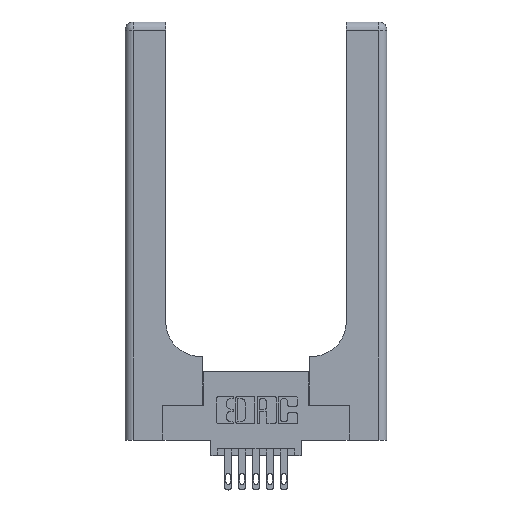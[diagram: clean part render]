
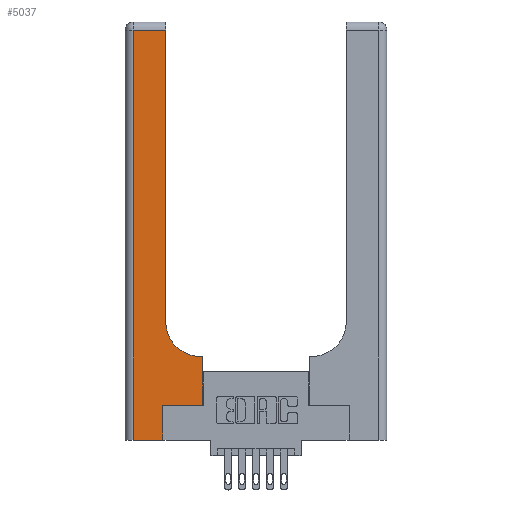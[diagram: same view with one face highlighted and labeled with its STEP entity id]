
A CAD part, top view. The second image highlights one B-rep face of the part: STEP entity #5037.
In plain terms, the highlighted planar face has unit normal (0, 0, 1).
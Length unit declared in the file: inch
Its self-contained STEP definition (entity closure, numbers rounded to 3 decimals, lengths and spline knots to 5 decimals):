
#133 = LINE ( 'NONE', #5650, #7413 ) ;
#299 = ORIENTED_EDGE ( 'NONE', *, *, #13853, .T. ) ;
#393 = VERTEX_POINT ( 'NONE', #9021 ) ;
#508 = EDGE_CURVE ( 'NONE', #10262, #12386, #13792, .T. ) ;
#865 = EDGE_CURVE ( 'NONE', #6321, #12899, #13438, .T. ) ;
#990 = ORIENTED_EDGE ( 'NONE', *, *, #508, .T. ) ;
#1110 = DIRECTION ( 'NONE',  ( 0., 1., 0. ) ) ;
#1296 = CARTESIAN_POINT ( 'NONE',  ( 0.2915, 0.85, 0.37 ) ) ;
#1472 = AXIS2_PLACEMENT_3D ( 'NONE', #7729, #8782, #2162 ) ;
#1827 = CARTESIAN_POINT ( 'NONE',  ( 0.2915, 3., 0.37 ) ) ;
#2124 = VERTEX_POINT ( 'NONE', #6944 ) ;
#2136 = CARTESIAN_POINT ( 'NONE',  ( 0.269, 0.25, 0.37 ) ) ;
#2162 = DIRECTION ( 'NONE',  ( -1., 0., 0. ) ) ;
#2217 = DIRECTION ( 'NONE',  ( -1., 0., 0. ) ) ;
#2265 = FACE_OUTER_BOUND ( 'NONE', #13479, .T. ) ;
#2434 = EDGE_CURVE ( 'NONE', #8829, #6321, #5655, .T. ) ;
#2527 = CIRCLE ( 'NONE', #3140, 0.25 ) ;
#2557 = ORIENTED_EDGE ( 'NONE', *, *, #8826, .T. ) ;
#2573 = VERTEX_POINT ( 'NONE', #8694 ) ;
#2981 = DIRECTION ( 'NONE',  ( 0., 1., 0. ) ) ;
#3140 = AXIS2_PLACEMENT_3D ( 'NONE', #10244, #3852, #5069 ) ;
#3517 = VECTOR ( 'NONE', #2981, 39.37008 ) ;
#3852 = DIRECTION ( 'NONE',  ( 0., 0., -1. ) ) ;
#4626 = DIRECTION ( 'NONE',  ( 1., 0., 0. ) ) ;
#4819 = VECTOR ( 'NONE', #8706, 39.37008 ) ;
#5030 = DIRECTION ( 'NONE',  ( -1., 0., 0. ) ) ;
#5037 = ADVANCED_FACE ( 'NONE', ( #2265 ), #5626, .F. ) ;
#5069 = DIRECTION ( 'NONE',  ( 1., 0., 0. ) ) ;
#5084 = ORIENTED_EDGE ( 'NONE', *, *, #13770, .T. ) ;
#5626 = PLANE ( 'NONE',  #1472 ) ;
#5650 = CARTESIAN_POINT ( 'NONE',  ( 0., 0., 0.37 ) ) ;
#5655 = LINE ( 'NONE', #2136, #4819 ) ;
#6321 = VERTEX_POINT ( 'NONE', #9742 ) ;
#6654 = ORIENTED_EDGE ( 'NONE', *, *, #8035, .T. ) ;
#6944 = CARTESIAN_POINT ( 'NONE',  ( 0.269, 0., 0.37 ) ) ;
#7413 = VECTOR ( 'NONE', #4626, 39.37008 ) ;
#7653 = ORIENTED_EDGE ( 'NONE', *, *, #8305, .T. ) ;
#7729 = CARTESIAN_POINT ( 'NONE',  ( 0., 3., 0.37 ) ) ;
#8035 = EDGE_CURVE ( 'NONE', #10574, #10262, #2527, .T. ) ;
#8106 = LINE ( 'NONE', #9764, #12950 ) ;
#8305 = EDGE_CURVE ( 'NONE', #12899, #10574, #8983, .T. ) ;
#8575 = CARTESIAN_POINT ( 'NONE',  ( 0.269, 0.25, 0.37 ) ) ;
#8588 = CARTESIAN_POINT ( 'NONE',  ( 0.2915, 2.94, 0.37 ) ) ;
#8661 = ORIENTED_EDGE ( 'NONE', *, *, #9332, .T. ) ;
#8694 = CARTESIAN_POINT ( 'NONE',  ( 0.06, 2.94, 0.37 ) ) ;
#8706 = DIRECTION ( 'NONE',  ( 1., 0., 0. ) ) ;
#8782 = DIRECTION ( 'NONE',  ( 0., 0., -1. ) ) ;
#8793 = VECTOR ( 'NONE', #5030, 39.37008 ) ;
#8826 = EDGE_CURVE ( 'NONE', #2573, #393, #12274, .T. ) ;
#8829 = VERTEX_POINT ( 'NONE', #8575 ) ;
#8832 = CARTESIAN_POINT ( 'NONE',  ( 0.2915, 0.6, 0.37 ) ) ;
#8983 = LINE ( 'NONE', #8832, #13474 ) ;
#9021 = CARTESIAN_POINT ( 'NONE',  ( 0.06, 0., 0.37 ) ) ;
#9191 = CARTESIAN_POINT ( 'NONE',  ( 0.5415, 0.6, 0.37 ) ) ;
#9332 = EDGE_CURVE ( 'NONE', #12386, #2573, #11732, .T. ) ;
#9742 = CARTESIAN_POINT ( 'NONE',  ( 0.5585, 0.25, 0.37 ) ) ;
#9764 = CARTESIAN_POINT ( 'NONE',  ( 0.269, 0., 0.37 ) ) ;
#10244 = CARTESIAN_POINT ( 'NONE',  ( 0.5415, 0.85, 0.37 ) ) ;
#10262 = VERTEX_POINT ( 'NONE', #1296 ) ;
#10574 = VERTEX_POINT ( 'NONE', #9191 ) ;
#10602 = DIRECTION ( 'NONE',  ( 0., 1., 0. ) ) ;
#11660 = CARTESIAN_POINT ( 'NONE',  ( 0., 2.94, 0.37 ) ) ;
#11732 = LINE ( 'NONE', #11660, #8793 ) ;
#12157 = ORIENTED_EDGE ( 'NONE', *, *, #865, .T. ) ;
#12194 = ORIENTED_EDGE ( 'NONE', *, *, #2434, .T. ) ;
#12274 = LINE ( 'NONE', #12986, #14147 ) ;
#12386 = VERTEX_POINT ( 'NONE', #8588 ) ;
#12884 = CARTESIAN_POINT ( 'NONE',  ( 0.5585, 0.25, 0.37 ) ) ;
#12899 = VERTEX_POINT ( 'NONE', #13656 ) ;
#12938 = DIRECTION ( 'NONE',  ( 0., -1., 0. ) ) ;
#12950 = VECTOR ( 'NONE', #1110, 39.37008 ) ;
#12986 = CARTESIAN_POINT ( 'NONE',  ( 0.06, 3., 0.37 ) ) ;
#13438 = LINE ( 'NONE', #12884, #13966 ) ;
#13474 = VECTOR ( 'NONE', #2217, 39.37008 ) ;
#13479 = EDGE_LOOP ( 'NONE', ( #990, #8661, #2557, #299, #5084, #12194, #12157, #7653, #6654 ) ) ;
#13656 = CARTESIAN_POINT ( 'NONE',  ( 0.5585, 0.6, 0.37 ) ) ;
#13770 = EDGE_CURVE ( 'NONE', #2124, #8829, #8106, .T. ) ;
#13792 = LINE ( 'NONE', #1827, #3517 ) ;
#13853 = EDGE_CURVE ( 'NONE', #393, #2124, #133, .T. ) ;
#13966 = VECTOR ( 'NONE', #10602, 39.37008 ) ;
#14147 = VECTOR ( 'NONE', #12938, 39.37008 ) ;
